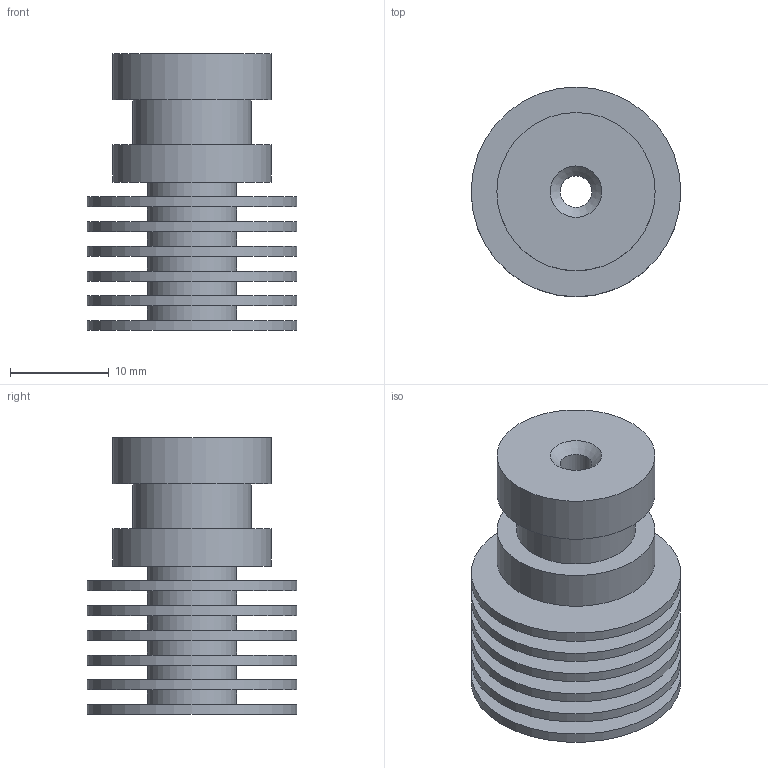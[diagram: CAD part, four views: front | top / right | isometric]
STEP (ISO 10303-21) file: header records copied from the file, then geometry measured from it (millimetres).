
FILE_DESCRIPTION(('FreeCAD Model'),'2;1');
FILE_NAME('heatsink.step', '2016-10-24T07:41:33',('Author'),(''), 'Open CASCADE STEP processor 6.8','FreeCAD','Unknown');
FILE_SCHEMA(('AUTOMOTIVE_DESIGN_CC2 { 1 2 10303 214 -1 1 5 4 }'));
Length unit declared in the file: millimetre
Products named in the file (2): ASSEMBLY; Chamfer
Assembly tree (1 placements, depth 2):
  ASSEMBLY
    Chamfer
Bounding box: 21.2 x 21.2 x 28 mm (x, y, z)
Volume: 4346.7 mm3; surface area: 5706.7 mm2
Topology: 1 solids, 1 shells, 37 faces, 57 edges, 37 vertices
Faces by surface type: cylinder 18, plane 17, cone 2
Full cylindrical faces by diameter (mm): 3.2 x1, 5 x1, 6 x1, 9 x6, 12 x1, 16 x2, 21.2 x6
Entity records: 1626 total; most frequent: DIRECTION 284, CARTESIAN_POINT 249, ORIENTED_EDGE 114, PCURVE 114, DEFINITIONAL_REPRESENTATION 114, LINE 98, VECTOR 98, AXIS2_PLACEMENT_3D 76
